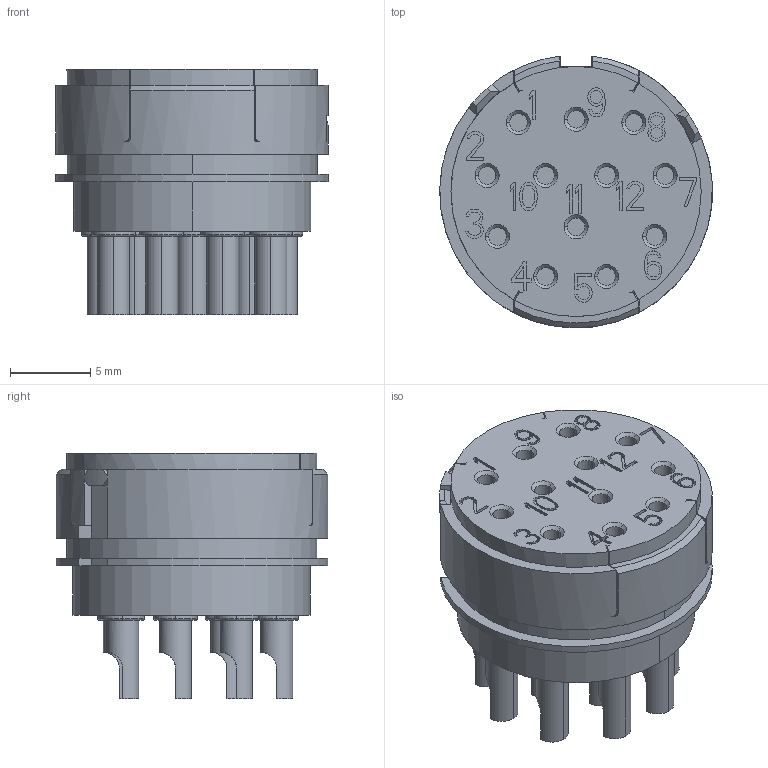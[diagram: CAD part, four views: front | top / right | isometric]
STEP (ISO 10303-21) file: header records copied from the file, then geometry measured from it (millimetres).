
FILE_DESCRIPTION((''),'2;1');
FILE_NAME('1598466','2015-04-02T',('feitelbuss'),(''),'PRO/ENGINEER BY PARAMETRIC TECHNOLOGY CORPORATION, 2014200','PRO/ENGINEER BY PARAMETRIC TECHNOLOGY CORPORATION, 2014200','');
FILE_SCHEMA(('AUTOMOTIVE_DESIGN { 1 0 10303 214 1 1 1 1 }'));
Length unit declared in the file: millimetre
Products named in the file (1): 1598466
Bounding box: 16.99 x 16.94 x 15.3 mm (x, y, z)
Volume: 2051 mm3; surface area: 1849.6 mm2
Topology: 1 solids, 1 shells, 1336 faces, 3677 edges, 2399 vertices
Faces by surface type: plane 1084, cylinder 156, cone 56, torus 40
Entity records: 42661 total; most frequent: CARTESIAN_POINT 8472, ORIENTED_EDGE 7306, DIRECTION 6622, EDGE_CURVE 3653, VECTOR 3154, LINE 3154, VERTEX_POINT 2399, AXIS2_PLACEMENT_3D 1734
